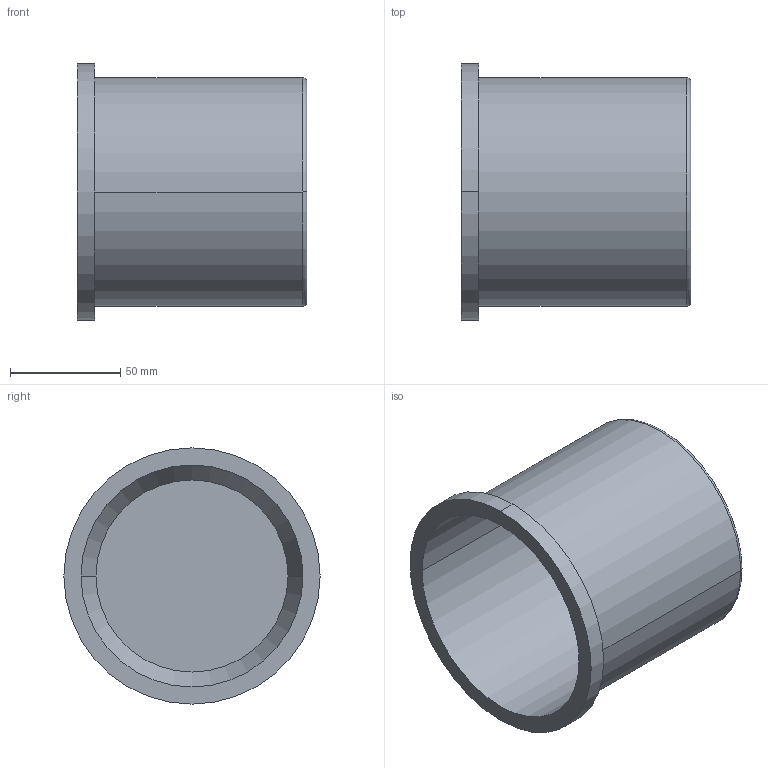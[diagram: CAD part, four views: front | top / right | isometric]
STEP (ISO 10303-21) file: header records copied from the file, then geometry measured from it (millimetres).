
FILE_DESCRIPTION((''),'2;1');
FILE_NAME('PC095965','2021-03-03T10:59:51',('JJ'),(''),'CREO PARAMETRIC BY PTC INC, 2018020','CREO PARAMETRIC BY PTC INC, 2018020','');
FILE_SCHEMA(('CONFIG_CONTROL_DESIGN'));
Length unit declared in the file: millimetre
Products named in the file (1): PC095965
Bounding box: 104 x 116 x 116 mm (x, y, z)
Volume: 94717.6 mm3; surface area: 85487.2 mm2
Topology: 1 solids, 1 shells, 14 faces, 26 edges, 16 vertices
Faces by surface type: cylinder 6, plane 4, torus 2, cone 2
Entity records: 394 total; most frequent: DIRECTION 72, CARTESIAN_POINT 56, ORIENTED_EDGE 52, AXIS2_PLACEMENT_3D 32, EDGE_CURVE 26, CIRCLE 18, VERTEX_POINT 16, EDGE_LOOP 16
